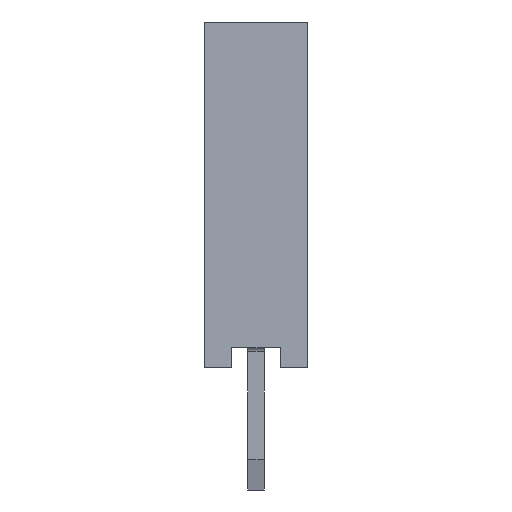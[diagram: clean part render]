
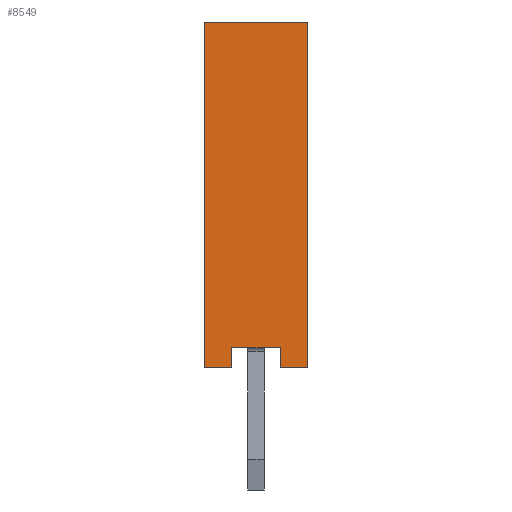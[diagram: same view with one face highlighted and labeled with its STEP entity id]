
A CAD part, left-side view. The second image highlights one B-rep face of the part: STEP entity #8549.
In plain terms, the highlighted planar face has unit normal (-1, 0, 0).
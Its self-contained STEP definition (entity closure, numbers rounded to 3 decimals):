
#8549=ADVANCED_FACE('',(#18463),#18465,.T.);
#18463=FACE_BOUND('',#18464,.T.);
#18464=EDGE_LOOP('',(#26577,#26578,#26579,#26580,#26581,#26582,#26583,#26584));
#18465=PLANE('',#18466);
#18466=AXIS2_PLACEMENT_3D('',#18467,#18468,#18469);
#18467=CARTESIAN_POINT('',(-1.27,1.27,0.));
#18468=DIRECTION('',(-1.,0.,0.));
#18469=DIRECTION('',(0.,-1.,0.));
#26577=ORIENTED_EDGE('',*,*,#31383,.T.);
#26578=ORIENTED_EDGE('',*,*,#31384,.T.);
#26579=ORIENTED_EDGE('',*,*,#31385,.T.);
#26580=ORIENTED_EDGE('',*,*,#31386,.F.);
#26581=ORIENTED_EDGE('',*,*,#31387,.F.);
#26582=ORIENTED_EDGE('',*,*,#31388,.T.);
#26583=ORIENTED_EDGE('',*,*,#31389,.T.);
#26584=ORIENTED_EDGE('',*,*,#29853,.T.);
#29853=EDGE_CURVE('',#34809,#34810,#34811,.T.);
#31383=EDGE_CURVE('',#34810,#37087,#37088,.F.);
#31384=EDGE_CURVE('',#37087,#37089,#37090,.T.);
#31385=EDGE_CURVE('',#37089,#37091,#37092,.T.);
#31386=EDGE_CURVE('',#37093,#37091,#37094,.T.);
#31387=EDGE_CURVE('',#37095,#37093,#37096,.T.);
#31388=EDGE_CURVE('',#37095,#37097,#37098,.T.);
#31389=EDGE_CURVE('',#37097,#34809,#37099,.F.);
#34809=VERTEX_POINT('',#44105);
#34810=VERTEX_POINT('',#44106);
#34811=LINE('',#44107,#44108);
#37087=VERTEX_POINT('',#49673);
#37088=LINE('',#49674,#49675);
#37089=VERTEX_POINT('',#49677);
#37090=LINE('',#49678,#49679);
#37091=VERTEX_POINT('',#49681);
#37092=LINE('',#49682,#49683);
#37093=VERTEX_POINT('',#49685);
#37094=LINE('',#49686,#49687);
#37095=VERTEX_POINT('',#49689);
#37096=LINE('',#49690,#49691);
#37097=VERTEX_POINT('',#49693);
#37098=LINE('',#49694,#49695);
#37099=LINE('',#49697,#49698);
#44105=CARTESIAN_POINT('',(-1.27,0.6,0.5));
#44106=CARTESIAN_POINT('',(-1.27,-0.6,0.5));
#44107=CARTESIAN_POINT('',(-1.27,0.6,0.5));
#44108=VECTOR('',#44109,1.);
#44109=DIRECTION('',(0.,-1.,0.));
#49673=CARTESIAN_POINT('',(-1.27,-0.6,0.));
#49674=CARTESIAN_POINT('',(-1.27,-0.6,0.));
#49675=VECTOR('',#49676,1.);
#49676=DIRECTION('',(0.,0.,1.));
#49677=CARTESIAN_POINT('',(-1.27,-1.27,0.));
#49678=CARTESIAN_POINT('',(-1.27,-0.6,0.));
#49679=VECTOR('',#49680,1.);
#49680=DIRECTION('',(0.,-1.,0.));
#49681=CARTESIAN_POINT('',(-1.27,-1.27,8.5));
#49682=CARTESIAN_POINT('',(-1.27,-1.27,0.));
#49683=VECTOR('',#49684,1.);
#49684=DIRECTION('',(0.,0.,1.));
#49685=CARTESIAN_POINT('',(-1.27,1.27,8.5));
#49686=CARTESIAN_POINT('',(-1.27,1.27,8.5));
#49687=VECTOR('',#49688,1.);
#49688=DIRECTION('',(0.,-1.,0.));
#49689=CARTESIAN_POINT('',(-1.27,1.27,0.));
#49690=CARTESIAN_POINT('',(-1.27,1.27,0.));
#49691=VECTOR('',#49692,1.);
#49692=DIRECTION('',(0.,0.,1.));
#49693=CARTESIAN_POINT('',(-1.27,0.6,0.));
#49694=CARTESIAN_POINT('',(-1.27,1.27,0.));
#49695=VECTOR('',#49696,1.);
#49696=DIRECTION('',(0.,-1.,0.));
#49697=CARTESIAN_POINT('',(-1.27,0.6,0.5));
#49698=VECTOR('',#49699,1.);
#49699=DIRECTION('',(0.,0.,-1.));
